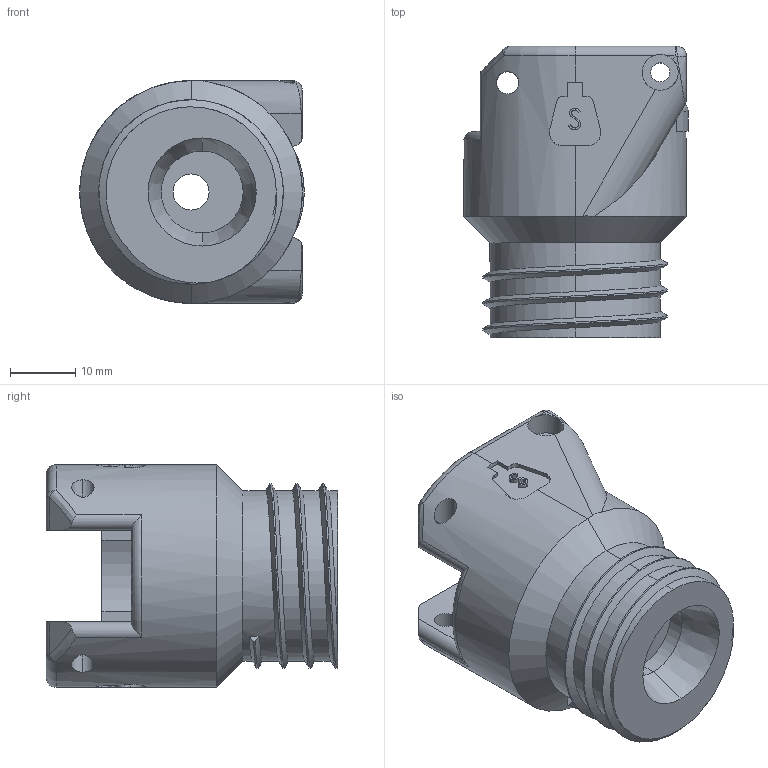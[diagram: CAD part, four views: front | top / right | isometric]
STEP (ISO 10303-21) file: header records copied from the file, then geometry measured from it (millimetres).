
FILE_DESCRIPTION (( 'STEP AP214' ), '1' );
FILE_NAME ('Fuse M3x4x5 heatinsert.STEP', '2024-12-19T16:59:36', ( '' ), ( '' ), 'SwSTEP 2.0', 'SolidWorks 2022', '' );
FILE_SCHEMA (( 'AUTOMOTIVE_DESIGN' ));
Length unit declared in the file: millimetre
Products named in the file (1): Fuse M3x4x5 heatinsert
Bounding box: 34.29 x 44.5 x 34 mm (x, y, z)
Volume: 26090.2 mm3; surface area: 8364.9 mm2
Topology: 1 solids, 1 shells, 159 faces, 434 edges, 279 vertices
Faces by surface type: cylinder 58, plane 50, bspline 39, cone 4, sphere 4, torus 4
Entity records: 7370 total; most frequent: CARTESIAN_POINT 3693, ORIENTED_EDGE 864, DIRECTION 618, EDGE_CURVE 432, VERTEX_POINT 279, AXIS2_PLACEMENT_3D 215, LINE 188, VECTOR 188
